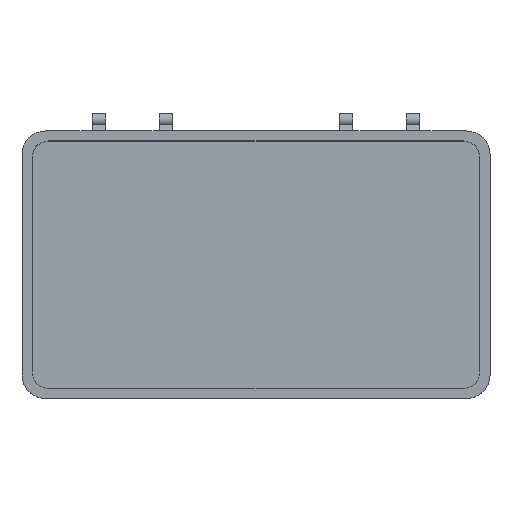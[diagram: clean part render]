
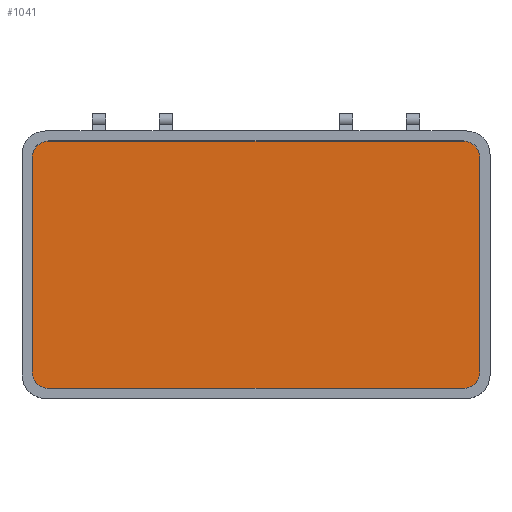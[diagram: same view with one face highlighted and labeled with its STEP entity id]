
A CAD part, top view. The second image highlights one B-rep face of the part: STEP entity #1041.
In plain terms, the highlighted planar face has unit normal (0, 0, 1).
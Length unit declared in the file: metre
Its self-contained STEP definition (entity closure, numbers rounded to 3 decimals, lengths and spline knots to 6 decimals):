
#32=CIRCLE('',#1105,0.005);
#34=CIRCLE('',#1108,0.005);
#36=CIRCLE('',#1111,0.005);
#38=CIRCLE('',#1114,0.005);
#180=ORIENTED_EDGE('',*,*,#384,.T.);
#181=ORIENTED_EDGE('',*,*,#400,.T.);
#182=ORIENTED_EDGE('',*,*,#388,.T.);
#183=ORIENTED_EDGE('',*,*,#406,.T.);
#184=ORIENTED_EDGE('',*,*,#393,.F.);
#185=ORIENTED_EDGE('',*,*,#404,.T.);
#186=ORIENTED_EDGE('',*,*,#397,.F.);
#187=ORIENTED_EDGE('',*,*,#402,.T.);
#384=EDGE_CURVE('',#528,#529,#624,.T.);
#388=EDGE_CURVE('',#532,#533,#628,.T.);
#393=EDGE_CURVE('',#537,#538,#633,.T.);
#397=EDGE_CURVE('',#541,#542,#637,.T.);
#400=EDGE_CURVE('',#529,#532,#32,.T.);
#402=EDGE_CURVE('',#541,#528,#34,.T.);
#404=EDGE_CURVE('',#537,#542,#36,.T.);
#406=EDGE_CURVE('',#533,#538,#38,.T.);
#528=VERTEX_POINT('',#1542);
#529=VERTEX_POINT('',#1543);
#532=VERTEX_POINT('',#1551);
#533=VERTEX_POINT('',#1552);
#537=VERTEX_POINT('',#1561);
#538=VERTEX_POINT('',#1563);
#541=VERTEX_POINT('',#1570);
#542=VERTEX_POINT('',#1572);
#624=LINE('',#1541,#740);
#628=LINE('',#1550,#744);
#633=LINE('',#1562,#749);
#637=LINE('',#1571,#753);
#740=VECTOR('',#1228,1.);
#744=VECTOR('',#1234,1.);
#749=VECTOR('',#1241,1.);
#753=VECTOR('',#1247,1.);
#855=EDGE_LOOP('',(#180,#181,#182,#183,#184,#185,#186,#187));
#927=FACE_BOUND('',#855,.T.);
#990=PLANE('',#1129);
#1041=ADVANCED_FACE('',(#927),#990,.T.);
#1105=AXIS2_PLACEMENT_3D('',#1577,#1252,#1253);
#1108=AXIS2_PLACEMENT_3D('',#1580,#1258,#1259);
#1111=AXIS2_PLACEMENT_3D('',#1583,#1264,#1265);
#1114=AXIS2_PLACEMENT_3D('',#1586,#1270,#1271);
#1129=AXIS2_PLACEMENT_3D('',#1625,#1316,#1317);
#1228=DIRECTION('',(0.,1.,0.));
#1234=DIRECTION('',(-1.,0.,0.));
#1241=DIRECTION('',(0.,1.,0.));
#1247=DIRECTION('',(-1.,0.,0.));
#1252=DIRECTION('',(0.,0.,1.));
#1253=DIRECTION('',(1.,0.,0.));
#1258=DIRECTION('',(0.,0.,1.));
#1259=DIRECTION('',(1.,0.,0.));
#1264=DIRECTION('',(0.,0.,1.));
#1265=DIRECTION('',(1.,0.,0.));
#1270=DIRECTION('',(0.,0.,1.));
#1271=DIRECTION('',(1.,0.,0.));
#1316=DIRECTION('',(0.,0.,1.));
#1317=DIRECTION('',(1.,0.,0.));
#1541=CARTESIAN_POINT('',(0.067,0.,0.003));
#1542=CARTESIAN_POINT('',(0.067,-0.032,0.003));
#1543=CARTESIAN_POINT('',(0.067,0.032,0.003));
#1550=CARTESIAN_POINT('',(0.,0.037,0.003));
#1551=CARTESIAN_POINT('',(0.062,0.037,0.003));
#1552=CARTESIAN_POINT('',(-0.062,0.037,0.003));
#1561=CARTESIAN_POINT('',(-0.067,-0.032,0.003));
#1562=CARTESIAN_POINT('',(-0.067,0.,0.003));
#1563=CARTESIAN_POINT('',(-0.067,0.032,0.003));
#1570=CARTESIAN_POINT('',(0.062,-0.037,0.003));
#1571=CARTESIAN_POINT('',(0.,-0.037,0.003));
#1572=CARTESIAN_POINT('',(-0.062,-0.037,0.003));
#1577=CARTESIAN_POINT('',(0.062,0.032,0.003));
#1580=CARTESIAN_POINT('',(0.062,-0.032,0.003));
#1583=CARTESIAN_POINT('',(-0.062,-0.032,0.003));
#1586=CARTESIAN_POINT('',(-0.062,0.032,0.003));
#1625=CARTESIAN_POINT('',(0.,0.,0.003));
